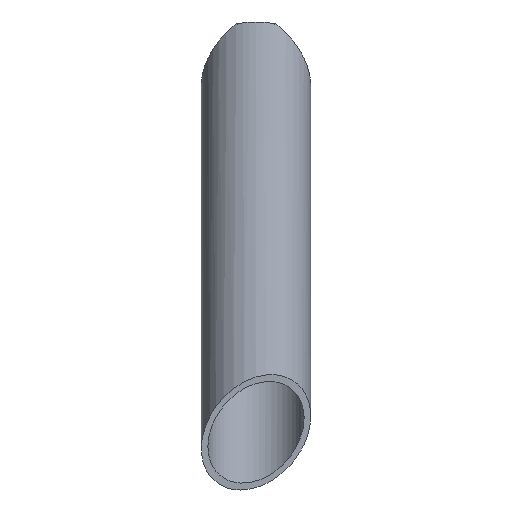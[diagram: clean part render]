
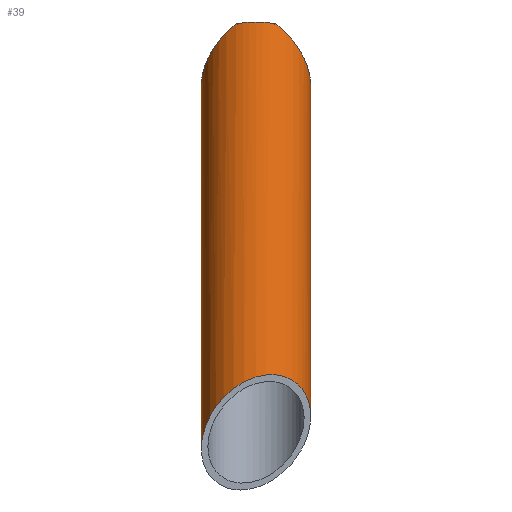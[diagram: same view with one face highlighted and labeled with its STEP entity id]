
A CAD part, top view. The second image highlights one B-rep face of the part: STEP entity #39.
In plain terms, the highlighted cylindrical face has radius 12.5 mm (diameter 25 mm), a partial arc.
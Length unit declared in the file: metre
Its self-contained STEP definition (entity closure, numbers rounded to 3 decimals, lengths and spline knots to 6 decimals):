
#39=ADVANCED_FACE('0:39',(#76),#77,.T.);
#76=FACE_OUTER_BOUND('',#109,.T.);
#77=CYLINDRICAL_SURFACE('',#110,0.0125);
#109=EDGE_LOOP('',(#162,#163,#164,#165,#166,#167,#168));
#110=AXIS2_PLACEMENT_3D('',#169,#170,#171);
#162=ORIENTED_EDGE('',*,*,#228,.T.);
#163=ORIENTED_EDGE('',*,*,#235,.F.);
#164=ORIENTED_EDGE('',*,*,#236,.T.);
#165=ORIENTED_EDGE('',*,*,#231,.T.);
#166=ORIENTED_EDGE('',*,*,#220,.F.);
#167=ORIENTED_EDGE('',*,*,#237,.T.);
#168=ORIENTED_EDGE('',*,*,#214,.T.);
#169=CARTESIAN_POINT('',(-0.435,-0.248,0.151584));
#170=DIRECTION('',(0.,0.409,-0.912));
#171=DIRECTION('',(-1.0,0.,0.));
#214=EDGE_CURVE('0:81',#252,#250,#253,.T.);
#220=EDGE_CURVE('0:93',#262,#264,#265,.T.);
#228=EDGE_CURVE('',#250,#276,#277,.T.);
#231=EDGE_CURVE('',#281,#264,#282,.T.);
#235=EDGE_CURVE('0:60',#287,#276,#288,.T.);
#236=EDGE_CURVE('0:57',#287,#281,#289,.T.);
#237=EDGE_CURVE('0:96',#262,#252,#290,.T.);
#250=VERTEX_POINT('',#305);
#252=VERTEX_POINT('',#307);
#253=ELLIPSE('',#308,0.017678,0.0125);
#262=VERTEX_POINT('',#452);
#264=VERTEX_POINT('',#460);
#265=ELLIPSE('',#461,0.017678,0.0125);
#276=VERTEX_POINT('',#474);
#277=LINE('',#475,#476);
#281=VERTEX_POINT('',#480);
#282=LINE('',#481,#482);
#287=VERTEX_POINT('',#487);
#288=ELLIPSE('',#488,0.015784,0.0125);
#289=ELLIPSE('',#489,0.015784,0.0125);
#290=B_SPLINE_CURVE_WITH_KNOTS('',3,(#490,#491,#492,#493,#494,#495),.UNSPECIFIED.,.F.,.F.,(4,2,4),(0.0,6.944386,13.888772),.UNSPECIFIED.);
#305=CARTESIAN_POINT('',(-0.4475,-0.185116,0.011405));
#307=CARTESIAN_POINT('',(-0.439541,-0.171233,0.00891));
#308=AXIS2_PLACEMENT_3D('',#509,#510,#511);
#452=CARTESIAN_POINT('',(-0.430459,-0.171233,0.00891));
#460=CARTESIAN_POINT('',(-0.4225,-0.185116,0.011405));
#461=AXIS2_PLACEMENT_3D('',#512,#513,#514);
#474=CARTESIAN_POINT('',(-0.4475,-0.268736,0.197808));
#475=CARTESIAN_POINT('',(-0.4475,-0.248,0.151584));
#476=VECTOR('',#526,1.0);
#480=CARTESIAN_POINT('',(-0.4225,-0.261264,0.181152));
#481=CARTESIAN_POINT('',(-0.4225,-0.248,0.151584));
#482=VECTOR('',#533,1.0);
#487=CARTESIAN_POINT('',(-0.435,-0.252329,0.191775));
#488=AXIS2_PLACEMENT_3D('',#540,#541,#542);
#489=AXIS2_PLACEMENT_3D('',#543,#544,#545);
#490=CARTESIAN_POINT('',(-0.430459,-0.171233,0.00891));
#491=CARTESIAN_POINT('',(-0.431871,-0.170952,0.009629));
#492=CARTESIAN_POINT('',(-0.433451,-0.170786,0.01));
#493=CARTESIAN_POINT('',(-0.436549,-0.170786,0.01));
#494=CARTESIAN_POINT('',(-0.438129,-0.170952,0.009629));
#495=CARTESIAN_POINT('',(-0.439541,-0.171233,0.00891));
#509=CARTESIAN_POINT('',(-0.435,-0.18,0.));
#510=DIRECTION('',(0.707,-0.289,0.645));
#511=DIRECTION('',(0.707,0.289,-0.645));
#512=CARTESIAN_POINT('',(-0.435,-0.18,0.));
#513=DIRECTION('',(0.707,0.289,-0.645));
#514=DIRECTION('',(0.707,-0.289,0.645));
#526=DIRECTION('',(0.,-0.409,0.912));
#533=DIRECTION('',(0.,0.409,-0.912));
#540=CARTESIAN_POINT('',(-0.435,-0.265,0.18948));
#541=DIRECTION('',(0.578,-0.145,0.803));
#542=DIRECTION('',(0.75,0.482,-0.453));
#543=CARTESIAN_POINT('',(-0.435,-0.265,0.18948));
#544=DIRECTION('',(-0.578,0.145,-0.803));
#545=DIRECTION('',(0.75,0.482,-0.453));
